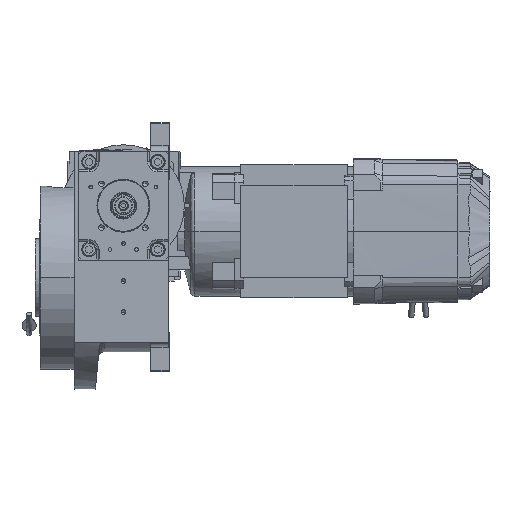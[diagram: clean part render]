
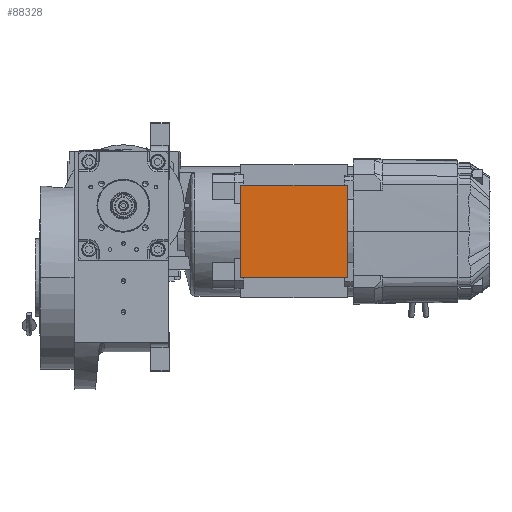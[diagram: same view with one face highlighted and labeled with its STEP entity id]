
A CAD part, left-side view. The second image highlights one B-rep face of the part: STEP entity #88328.
In plain terms, the highlighted face is planar.
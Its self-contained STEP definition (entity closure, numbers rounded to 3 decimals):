
#6571 = EDGE_CURVE ( 'NONE', #22516, #36135, #29801, .T. ) ;
#9467 = VERTEX_POINT ( 'NONE', #51457 ) ;
#10367 = ORIENTED_EDGE ( 'NONE', *, *, #98950, .T. ) ;
#11406 = VERTEX_POINT ( 'NONE', #22726 ) ;
#12699 = CARTESIAN_POINT ( 'NONE',  ( 202., 60., 64.5 ) ) ;
#18597 = DIRECTION ( 'NONE',  ( 0., 0., -1. ) ) ;
#20025 = EDGE_LOOP ( 'NONE', ( #103342, #42571, #10367, #44066 ) ) ;
#20813 = CARTESIAN_POINT ( 'NONE',  ( 202., 60., 64.5 ) ) ;
#21923 = CARTESIAN_POINT ( 'NONE',  ( 106., 60., 64.5 ) ) ;
#22516 = VERTEX_POINT ( 'NONE', #12699 ) ;
#22726 = CARTESIAN_POINT ( 'NONE',  ( 202., 60., -18.5 ) ) ;
#23844 = AXIS2_PLACEMENT_3D ( 'NONE', #20813, #86659, #47719 ) ;
#27911 = EDGE_CURVE ( 'NONE', #36135, #9467, #102249, .T. ) ;
#29801 = LINE ( 'NONE', #79995, #79987 ) ;
#34768 = CARTESIAN_POINT ( 'NONE',  ( 106., 60., 64.5 ) ) ;
#35780 = DIRECTION ( 'NONE',  ( 0., 0., -1. ) ) ;
#36135 = VERTEX_POINT ( 'NONE', #21923 ) ;
#42571 = ORIENTED_EDGE ( 'NONE', *, *, #6571, .F. ) ;
#43324 = LINE ( 'NONE', #84358, #56525 ) ;
#44066 = ORIENTED_EDGE ( 'NONE', *, *, #101869, .T. ) ;
#47719 = DIRECTION ( 'NONE',  ( 1., 0., 0. ) ) ;
#51457 = CARTESIAN_POINT ( 'NONE',  ( 106., 60., -18.5 ) ) ;
#51920 = LINE ( 'NONE', #84893, #58423 ) ;
#55874 = VECTOR ( 'NONE', #18597, 1000. ) ;
#56525 = VECTOR ( 'NONE', #35780, 1000. ) ;
#58423 = VECTOR ( 'NONE', #77854, 1000. ) ;
#62707 = DIRECTION ( 'NONE',  ( -1., 0., 0. ) ) ;
#69910 = FACE_OUTER_BOUND ( 'NONE', #20025, .T. ) ;
#77854 = DIRECTION ( 'NONE',  ( -1., 0., 0. ) ) ;
#79987 = VECTOR ( 'NONE', #62707, 1000. ) ;
#79995 = CARTESIAN_POINT ( 'NONE',  ( 202., 60., 64.5 ) ) ;
#84358 = CARTESIAN_POINT ( 'NONE',  ( 202., 60., 64.5 ) ) ;
#84893 = CARTESIAN_POINT ( 'NONE',  ( 202., 60., -18.5 ) ) ;
#86659 = DIRECTION ( 'NONE',  ( 0., 1., 0. ) ) ;
#88328 = ADVANCED_FACE ( 'NONE', ( #69910 ), #102877, .T. ) ;
#98950 = EDGE_CURVE ( 'NONE', #22516, #11406, #43324, .T. ) ;
#101869 = EDGE_CURVE ( 'NONE', #11406, #9467, #51920, .T. ) ;
#102249 = LINE ( 'NONE', #34768, #55874 ) ;
#102877 = PLANE ( 'NONE',  #23844 ) ;
#103342 = ORIENTED_EDGE ( 'NONE', *, *, #27911, .F. ) ;
